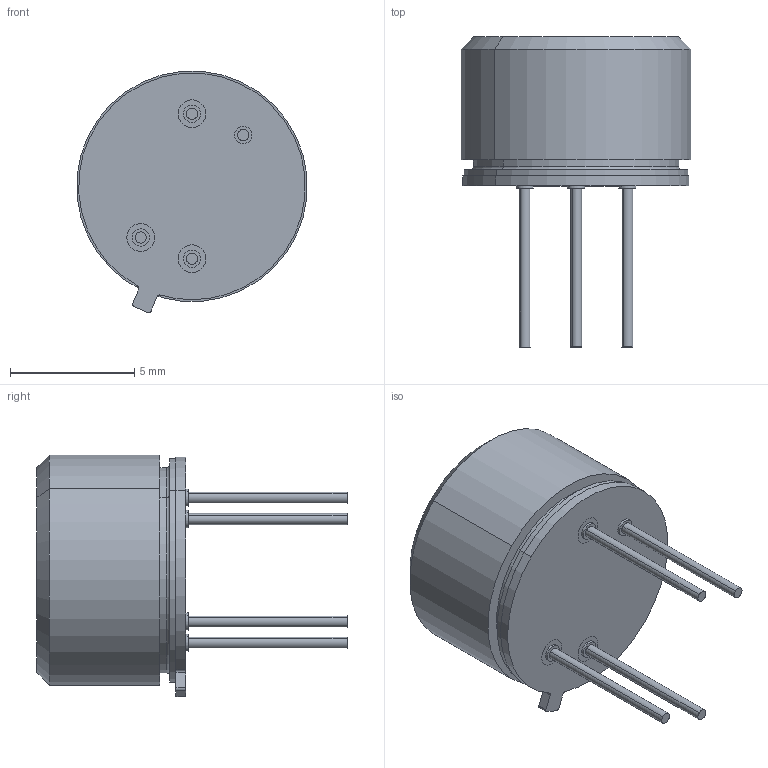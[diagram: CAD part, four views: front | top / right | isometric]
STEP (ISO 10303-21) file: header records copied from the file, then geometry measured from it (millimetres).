
FILE_DESCRIPTION (( 'STEP AP214' ), '1' );
FILE_NAME ('MLX90640ESF-BAA-000-TU.STEP', '2023-03-31T10:55:01', ( '' ), ( '' ), 'SwSTEP 2.0', 'SolidWorks 2021', '' );
FILE_SCHEMA (( 'AUTOMOTIVE_DESIGN' ));
Length unit declared in the file: millimetre
Products named in the file (1): MLX90640ESF-BAA-000-TU
Bounding box: 9.26 x 12.5 x 9.72 mm (x, y, z)
Volume: 398.6 mm3; surface area: 614.7 mm2
Topology: 9 solids, 9 shells, 86 faces, 170 edges, 112 vertices
Faces by surface type: cylinder 51, plane 31, torus 2, cone 2
Entity records: 2399 total; most frequent: DIRECTION 452, CARTESIAN_POINT 369, ORIENTED_EDGE 340, AXIS2_PLACEMENT_3D 195, EDGE_CURVE 170, VERTEX_POINT 112, CIRCLE 108, EDGE_LOOP 102
